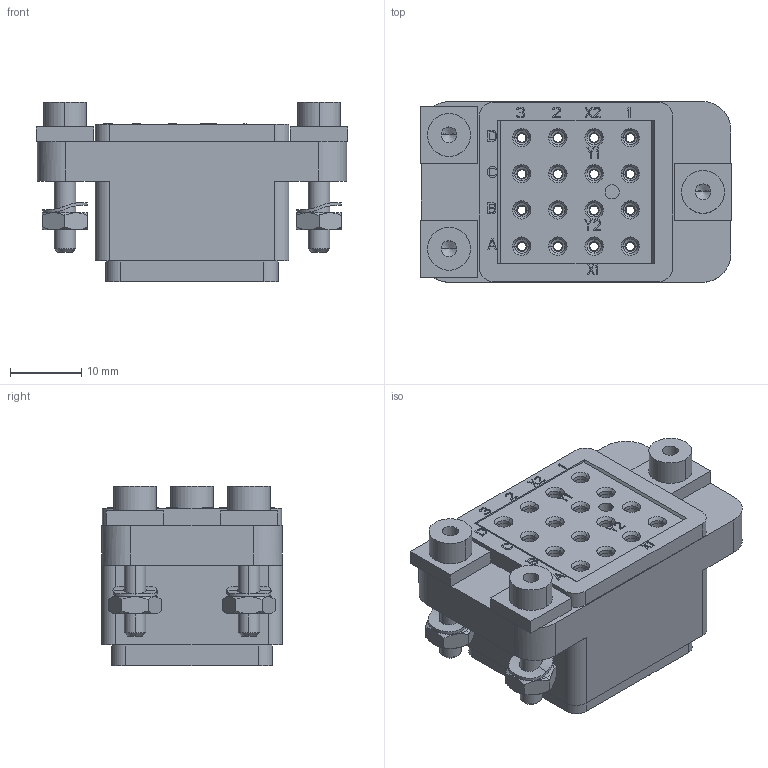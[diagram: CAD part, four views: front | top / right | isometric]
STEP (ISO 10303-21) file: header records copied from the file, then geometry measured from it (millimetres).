
FILE_DESCRIPTION((''),'2;1');
FILE_NAME('00156030510','2020-10-01T',('presta_be1'),(''),'CREO PARAMETRIC BY PTC INC, 2018360','CREO PARAMETRIC BY PTC INC, 2018360','');
FILE_SCHEMA(('CONFIG_CONTROL_DESIGN'));
Products named in the file (1): 00156030510
Bounding box: 43.73 x 25.4 x 25.28 mm (x, y, z)
Volume: 15308.8 mm3; surface area: 13425.8 mm2
Topology: 8 solids, 8 shells, 2156 faces, 5524 edges, 3547 vertices
Faces by surface type: plane 1198, cylinder 549, cone 281, torus 64, bspline 64
Entity records: 77088 total; most frequent: CARTESIAN_POINT 24181, ORIENTED_EDGE 11036, DIRECTION 10922, EDGE_CURVE 5518, AXIS2_PLACEMENT_3D 3718, VERTEX_POINT 3547, VECTOR 3486, LINE 3486
